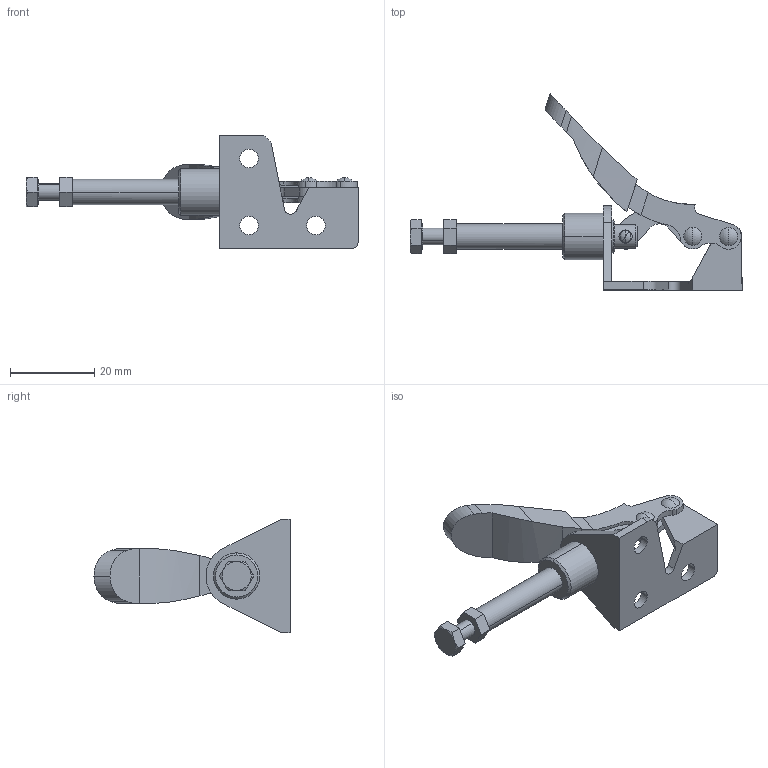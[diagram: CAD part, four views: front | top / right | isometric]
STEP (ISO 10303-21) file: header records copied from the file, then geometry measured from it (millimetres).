
FILE_DESCRIPTION (( 'STEP AP214' ), '1' );
FILE_NAME ('493788(GH-301-AM).STEP', '2019-01-11T03:04:26', ( 'LinWei' ), ( '' ), 'SwSTEP 2.0', 'SolidWorks 2016', '' );
FILE_SCHEMA (( 'AUTOMOTIVE_DESIGN' ));
Length unit declared in the file: millimetre
Products named in the file (5): Group3^493788(GH-301-AM); Group2^493788(GH-301-AM); Group1^493788(GH-301-AM); 493788(GH-301-AM); 1301AM05-1^493788(GH-301-AM)
Assembly tree (4 placements, depth 2):
  493788(GH-301-AM)
    Group1^493788(GH-301-AM)
    Group2^493788(GH-301-AM)
    Group3^493788(GH-301-AM)
    1301AM05-1^493788(GH-301-AM)
Bounding box: 78.91 x 46.61 x 27 mm (x, y, z)
Volume: 6519 mm3; surface area: 6580 mm2
Topology: 6 solids, 6 shells, 168 faces, 422 edges, 279 vertices
Faces by surface type: cylinder 83, plane 64, cone 10, sphere 8, bspline 3
Entity records: 6024 total; most frequent: CARTESIAN_POINT 1322, DIRECTION 877, ORIENTED_EDGE 844, EDGE_CURVE 422, AXIS2_PLACEMENT_3D 338, VERTEX_POINT 279, EDGE_LOOP 201, VECTOR 201
